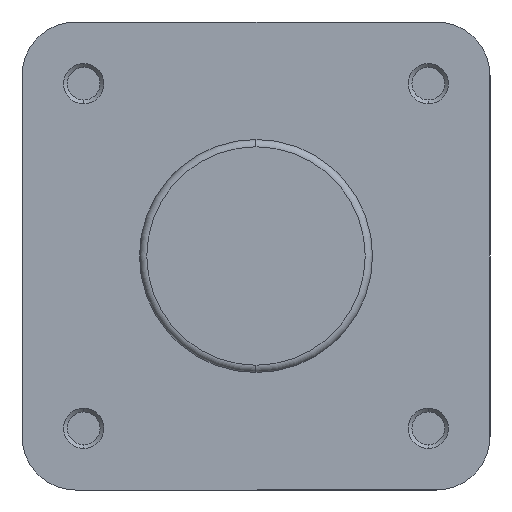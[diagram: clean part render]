
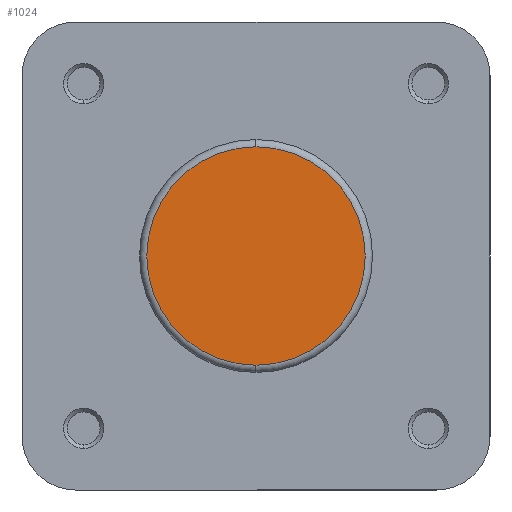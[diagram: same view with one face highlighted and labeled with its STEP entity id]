
A CAD part, left-side view. The second image highlights one B-rep face of the part: STEP entity #1024.
In plain terms, the highlighted planar face has unit normal (-1, 0, 0).
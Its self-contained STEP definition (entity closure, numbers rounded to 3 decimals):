
#673 = AXIS2_PLACEMENT_3D ( 'NONE', #2146, #2154, #2155 ) ;
#828 = AXIS2_PLACEMENT_3D ( 'NONE', #2706, #2707, #2708 ) ;
#869 = AXIS2_PLACEMENT_3D ( 'NONE', #2884, #2891, #2892 ) ;
#1024 = ADVANCED_FACE ( 'NONE', ( #3857 ), #2139, .F. ) ;
#2139 = PLANE ( 'NONE',  #673 ) ;
#2146 = CARTESIAN_POINT ( 'NONE',  ( 0., 23.9, 0. ) ) ;
#2154 = DIRECTION ( 'NONE',  ( 1., 0., 0. ) ) ;
#2155 = DIRECTION ( 'NONE',  ( 0., 0., -1. ) ) ;
#2706 = CARTESIAN_POINT ( 'NONE',  ( 0., 0., 0. ) ) ;
#2707 = DIRECTION ( 'NONE',  ( -1., 0., 0. ) ) ;
#2708 = DIRECTION ( 'NONE',  ( 0., 0., -1. ) ) ;
#2884 = CARTESIAN_POINT ( 'NONE',  ( 0., 0., 0. ) ) ;
#2891 = DIRECTION ( 'NONE',  ( -1., 0., 0. ) ) ;
#2892 = DIRECTION ( 'NONE',  ( 0., 0., -1. ) ) ;
#3170 = CARTESIAN_POINT ( 'NONE',  ( 0., 0., 22.4 ) ) ;
#3171 = CARTESIAN_POINT ( 'NONE',  ( 0., 0., -22.4 ) ) ;
#3857 = FACE_OUTER_BOUND ( 'NONE', #4977, .T. ) ;
#4173 = CIRCLE ( 'NONE', #828, 22.4 ) ;
#4277 = CIRCLE ( 'NONE', #869, 22.4 ) ;
#4324 = EDGE_CURVE ( 'NONE', #5602, #5601, #4173, .T. ) ;
#4396 = EDGE_CURVE ( 'NONE', #5601, #5602, #4277, .T. ) ;
#4560 = ORIENTED_EDGE ( 'NONE', *, *, #4396, .T. ) ;
#4561 = ORIENTED_EDGE ( 'NONE', *, *, #4324, .T. ) ;
#4977 = EDGE_LOOP ( 'NONE', ( #4561, #4560 ) ) ;
#5601 = VERTEX_POINT ( 'NONE', #3170 ) ;
#5602 = VERTEX_POINT ( 'NONE', #3171 ) ;
